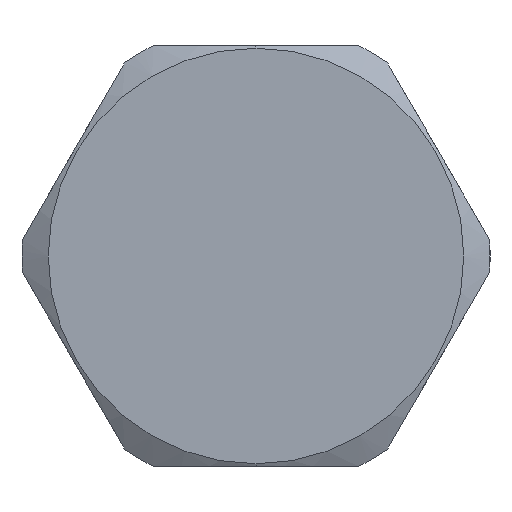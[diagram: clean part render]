
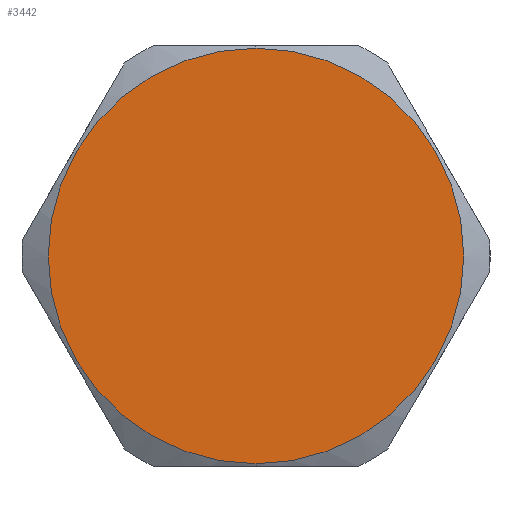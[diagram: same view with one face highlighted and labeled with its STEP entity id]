
A CAD part, left-side view. The second image highlights one B-rep face of the part: STEP entity #3442.
In plain terms, the highlighted planar face has unit normal (-1, 0, 0).
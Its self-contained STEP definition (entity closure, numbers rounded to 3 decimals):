
#808 = FACE_OUTER_BOUND ( 'NONE', #4508, .T. ) ;
#847 = DIRECTION ( 'NONE',  ( 0., 0., 1. ) ) ;
#1329 = DIRECTION ( 'NONE',  ( -1., 0., 0. ) ) ;
#1396 = CARTESIAN_POINT ( 'NONE',  ( 0., 0., 0. ) ) ;
#1638 = CARTESIAN_POINT ( 'NONE',  ( 0., 0., 11.85 ) ) ;
#1730 = CARTESIAN_POINT ( 'NONE',  ( 0., 0., -11.85 ) ) ;
#2866 = AXIS2_PLACEMENT_3D ( 'NONE', #3765, #3774, #3770 ) ;
#3055 = EDGE_CURVE ( 'NONE', #4564, #4261, #5203, .T. ) ;
#3134 = EDGE_CURVE ( 'NONE', #4261, #4564, #4908, .T. ) ;
#3192 = AXIS2_PLACEMENT_3D ( 'NONE', #3610, #3609, #3608 ) ;
#3277 = AXIS2_PLACEMENT_3D ( 'NONE', #1396, #1329, #847 ) ;
#3442 = ADVANCED_FACE ( 'NONE', ( #808 ), #3766, .F. ) ;
#3608 = DIRECTION ( 'NONE',  ( 0., 0., 1. ) ) ;
#3609 = DIRECTION ( 'NONE',  ( -1., 0., 0. ) ) ;
#3610 = CARTESIAN_POINT ( 'NONE',  ( 0., 0., 0. ) ) ;
#3765 = CARTESIAN_POINT ( 'NONE',  ( 0., 0., 0. ) ) ;
#3766 = PLANE ( 'NONE',  #2866 ) ;
#3770 = DIRECTION ( 'NONE',  ( 0., 0., -1. ) ) ;
#3774 = DIRECTION ( 'NONE',  ( 1., 0., 0. ) ) ;
#4261 = VERTEX_POINT ( 'NONE', #1730 ) ;
#4508 = EDGE_LOOP ( 'NONE', ( #5106, #5108 ) ) ;
#4564 = VERTEX_POINT ( 'NONE', #1638 ) ;
#4908 = CIRCLE ( 'NONE', #3192, 11.85 ) ;
#5106 = ORIENTED_EDGE ( 'NONE', *, *, #3134, .T. ) ;
#5108 = ORIENTED_EDGE ( 'NONE', *, *, #3055, .T. ) ;
#5203 = CIRCLE ( 'NONE', #3277, 11.85 ) ;
